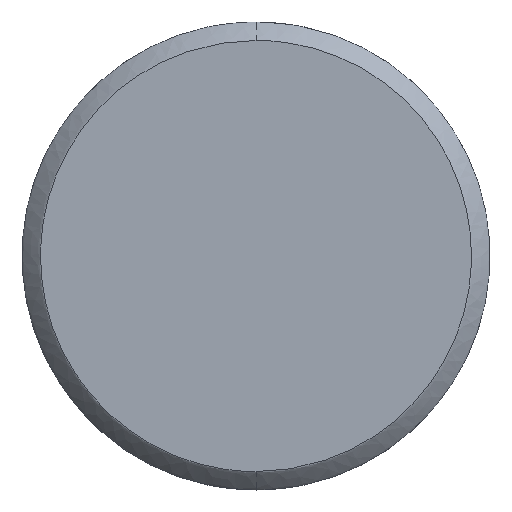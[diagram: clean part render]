
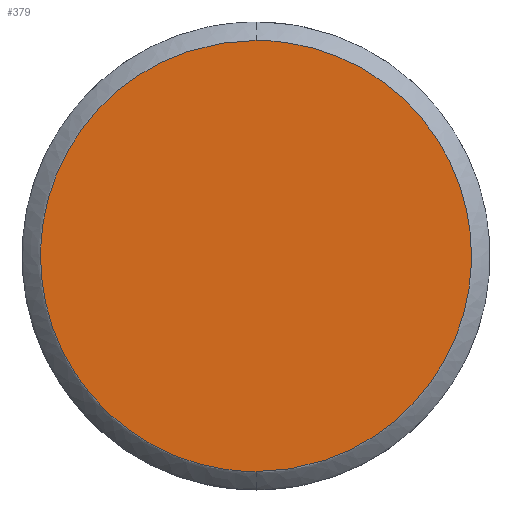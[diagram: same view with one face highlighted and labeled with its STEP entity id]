
A CAD part, front view. The second image highlights one B-rep face of the part: STEP entity #379.
In plain terms, the highlighted planar face has unit normal (0, -1, 0).
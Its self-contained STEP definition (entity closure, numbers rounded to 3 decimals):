
#5 = CARTESIAN_POINT ( 'NONE',  ( 2.849, 0., 0.766 ) ) ;
#23 = ORIENTED_EDGE ( 'NONE', *, *, #416, .T. ) ;
#27 = CARTESIAN_POINT ( 'NONE',  ( 0., 0., 2.925 ) ) ;
#32 = CARTESIAN_POINT ( 'NONE',  ( -2.925, 0., -0.382 ) ) ;
#43 = CARTESIAN_POINT ( 'NONE',  ( -2.925, 0., 0.382 ) ) ;
#87 = EDGE_LOOP ( 'NONE', ( #23, #372 ) ) ;
#88 = DIRECTION ( 'NONE',  ( 0., 1., 0. ) ) ;
#121 = CARTESIAN_POINT ( 'NONE',  ( 2.339, 0., -1.798 ) ) ;
#125 = CARTESIAN_POINT ( 'NONE',  ( 0.382, 0., -2.925 ) ) ;
#171 = CARTESIAN_POINT ( 'NONE',  ( 1.798, 0., 2.339 ) ) ;
#173 = CARTESIAN_POINT ( 'NONE',  ( 2.556, 0., -1.472 ) ) ;
#194 = B_SPLINE_CURVE_WITH_KNOTS ( 'NONE', 3,
 ( #731, #125, #733, #620, #546, #121, #173, #241, #674, #489, #5, #304, #373, #171, #491, #238, #420, #672 ),
 .UNSPECIFIED., .F., .F.,
 ( 4, 2, 2, 2, 2, 2, 2, 2, 4 ),
 ( 0.5, 0.563, 0.625, 0.688, 0.75, 0.813, 0.875, 0.938, 1. ),
 .UNSPECIFIED. ) ;
#203 = CARTESIAN_POINT ( 'NONE',  ( -0.383, 0., 2.925 ) ) ;
#216 = CARTESIAN_POINT ( 'NONE',  ( -2.849, 0., 0.766 ) ) ;
#218 = EDGE_CURVE ( 'NONE', #272, #471, #194, .T. ) ;
#238 = CARTESIAN_POINT ( 'NONE',  ( 0.766, 0., 2.849 ) ) ;
#241 = CARTESIAN_POINT ( 'NONE',  ( 2.849, 0., -0.766 ) ) ;
#272 = VERTEX_POINT ( 'NONE', #481 ) ;
#304 = CARTESIAN_POINT ( 'NONE',  ( 2.556, 0., 1.472 ) ) ;
#338 = CARTESIAN_POINT ( 'NONE',  ( -1.798, 0., 2.338 ) ) ;
#344 = PLANE ( 'NONE',  #542 ) ;
#366 = B_SPLINE_CURVE_WITH_KNOTS ( 'NONE', 3,
 ( #27, #203, #753, #638, #338, #574, #591, #216, #43, #32, #587, #511, #404, #402, #458, #708, #578, #636 ),
 .UNSPECIFIED., .F., .F.,
 ( 4, 2, 2, 2, 2, 2, 2, 2, 4 ),
 ( 0., 0.063, 0.125, 0.188, 0.25, 0.313, 0.375, 0.438, 0.5 ),
 .UNSPECIFIED. ) ;
#372 = ORIENTED_EDGE ( 'NONE', *, *, #218, .T. ) ;
#373 = CARTESIAN_POINT ( 'NONE',  ( 2.338, 0., 1.798 ) ) ;
#379 = ADVANCED_FACE ( 'NONE', ( #482 ), #344, .F. ) ;
#389 = DIRECTION ( 'NONE',  ( 0., 0., 1. ) ) ;
#402 = CARTESIAN_POINT ( 'NONE',  ( -1.798, 0., -2.339 ) ) ;
#404 = CARTESIAN_POINT ( 'NONE',  ( -2.338, 0., -1.798 ) ) ;
#416 = EDGE_CURVE ( 'NONE', #471, #272, #366, .T. ) ;
#420 = CARTESIAN_POINT ( 'NONE',  ( 0.383, 0., 2.925 ) ) ;
#458 = CARTESIAN_POINT ( 'NONE',  ( -1.472, 0., -2.556 ) ) ;
#462 = CARTESIAN_POINT ( 'NONE',  ( 0., 0., 2.925 ) ) ;
#471 = VERTEX_POINT ( 'NONE', #462 ) ;
#481 = CARTESIAN_POINT ( 'NONE',  ( 0., 0., -2.925 ) ) ;
#482 = FACE_OUTER_BOUND ( 'NONE', #87, .T. ) ;
#489 = CARTESIAN_POINT ( 'NONE',  ( 2.925, 0., 0.382 ) ) ;
#491 = CARTESIAN_POINT ( 'NONE',  ( 1.472, 0., 2.556 ) ) ;
#511 = CARTESIAN_POINT ( 'NONE',  ( -2.556, 0., -1.472 ) ) ;
#542 = AXIS2_PLACEMENT_3D ( 'NONE', #764, #88, #389 ) ;
#546 = CARTESIAN_POINT ( 'NONE',  ( 1.798, 0., -2.338 ) ) ;
#574 = CARTESIAN_POINT ( 'NONE',  ( -2.339, 0., 1.798 ) ) ;
#578 = CARTESIAN_POINT ( 'NONE',  ( -0.382, 0., -2.925 ) ) ;
#587 = CARTESIAN_POINT ( 'NONE',  ( -2.849, 0., -0.766 ) ) ;
#591 = CARTESIAN_POINT ( 'NONE',  ( -2.556, 0., 1.472 ) ) ;
#620 = CARTESIAN_POINT ( 'NONE',  ( 1.472, 0., -2.556 ) ) ;
#636 = CARTESIAN_POINT ( 'NONE',  ( 0., 0., -2.925 ) ) ;
#638 = CARTESIAN_POINT ( 'NONE',  ( -1.472, 0., 2.556 ) ) ;
#672 = CARTESIAN_POINT ( 'NONE',  ( 0., 0., 2.925 ) ) ;
#674 = CARTESIAN_POINT ( 'NONE',  ( 2.925, 0., -0.382 ) ) ;
#708 = CARTESIAN_POINT ( 'NONE',  ( -0.766, 0., -2.849 ) ) ;
#731 = CARTESIAN_POINT ( 'NONE',  ( 0., 0., -2.925 ) ) ;
#733 = CARTESIAN_POINT ( 'NONE',  ( 0.766, 0., -2.849 ) ) ;
#753 = CARTESIAN_POINT ( 'NONE',  ( -0.766, 0., 2.849 ) ) ;
#764 = CARTESIAN_POINT ( 'NONE',  ( 0., 0., 0. ) ) ;
